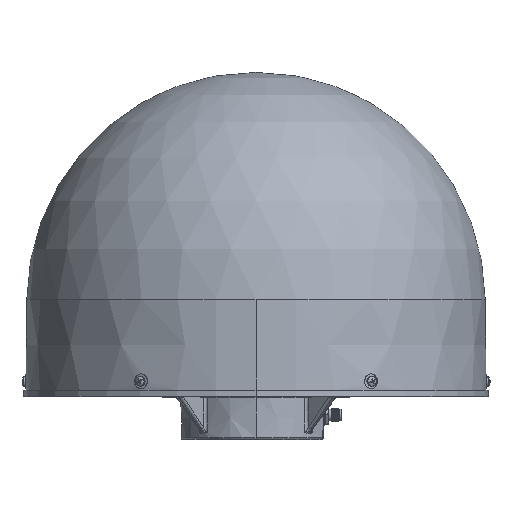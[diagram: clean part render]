
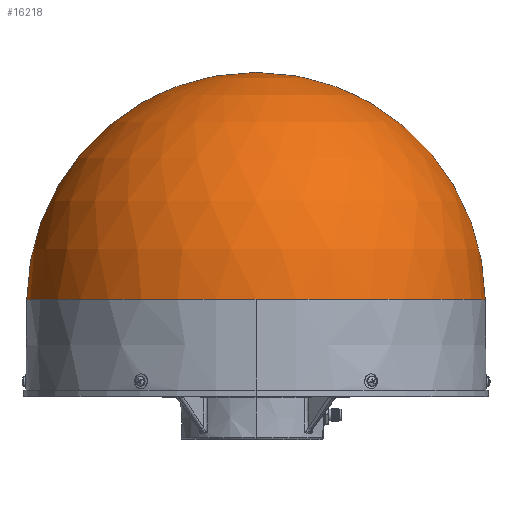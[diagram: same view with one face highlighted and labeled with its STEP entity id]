
A CAD part, top view. The second image highlights one B-rep face of the part: STEP entity #16218.
In plain terms, the highlighted spherical face has radius 187.359 mm.
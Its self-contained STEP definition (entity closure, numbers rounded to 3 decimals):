
#1283 = DIRECTION ( 'NONE',  ( 0., 1., 0. ) ) ;
#4995 = DIRECTION ( 'NONE',  ( 0., 0., -1. ) ) ;
#7651 = VERTEX_POINT ( 'NONE', #25222 ) ;
#11210 = DIRECTION ( 'NONE',  ( 0., -1., 0. ) ) ;
#11317 = FACE_OUTER_BOUND ( 'NONE', #44689, .T. ) ;
#12997 = AXIS2_PLACEMENT_3D ( 'NONE', #21538, #11210, #4995 ) ;
#14330 = ORIENTED_EDGE ( 'NONE', *, *, #50957, .F. ) ;
#16218 = ADVANCED_FACE ( 'NONE', ( #11317 ), #47213, .T. ) ;
#18009 = CARTESIAN_POINT ( 'NONE',  ( 0., 114.276, 0. ) ) ;
#18404 = AXIS2_PLACEMENT_3D ( 'NONE', #68300, #1283, #63105 ) ;
#19374 = CARTESIAN_POINT ( 'NONE',  ( 0., 112.641, 0. ) ) ;
#21538 = CARTESIAN_POINT ( 'NONE',  ( 0., 114.276, 0. ) ) ;
#23452 = AXIS2_PLACEMENT_3D ( 'NONE', #19374, #29757, #34598 ) ;
#25222 = CARTESIAN_POINT ( 'NONE',  ( 0., 114.276, 187.352 ) ) ;
#26037 = CARTESIAN_POINT ( 'NONE',  ( 187.352, 114.276, 0. ) ) ;
#29410 = DIRECTION ( 'NONE',  ( 0., -1., 0. ) ) ;
#29757 = DIRECTION ( 'NONE',  ( 0., 0., -1. ) ) ;
#30727 = CIRCLE ( 'NONE', #31795, 187.352 ) ;
#31742 = CARTESIAN_POINT ( 'NONE',  ( -187.352, 114.276, 0. ) ) ;
#31795 = AXIS2_PLACEMENT_3D ( 'NONE', #18009, #29410, #50466 ) ;
#32191 = EDGE_CURVE ( 'NONE', #7651, #35536, #30727, .T. ) ;
#34598 = DIRECTION ( 'NONE',  ( -1., 0., 0. ) ) ;
#35243 = ORIENTED_EDGE ( 'NONE', *, *, #32191, .F. ) ;
#35536 = VERTEX_POINT ( 'NONE', #31742 ) ;
#39987 = CIRCLE ( 'NONE', #23452, 187.359 ) ;
#44689 = EDGE_LOOP ( 'NONE', ( #14330, #35243, #59333 ) ) ;
#46827 = EDGE_CURVE ( 'NONE', #54136, #7651, #59217, .T. ) ;
#47213 = SPHERICAL_SURFACE ( 'NONE', #18404, 187.359 ) ;
#50466 = DIRECTION ( 'NONE',  ( 0., 0., -1. ) ) ;
#50957 = EDGE_CURVE ( 'NONE', #35536, #54136, #39987, .T. ) ;
#54136 = VERTEX_POINT ( 'NONE', #26037 ) ;
#59217 = CIRCLE ( 'NONE', #12997, 187.352 ) ;
#59333 = ORIENTED_EDGE ( 'NONE', *, *, #46827, .F. ) ;
#63105 = DIRECTION ( 'NONE',  ( 1., 0., 0. ) ) ;
#68300 = CARTESIAN_POINT ( 'NONE',  ( 0., 112.641, 0. ) ) ;
